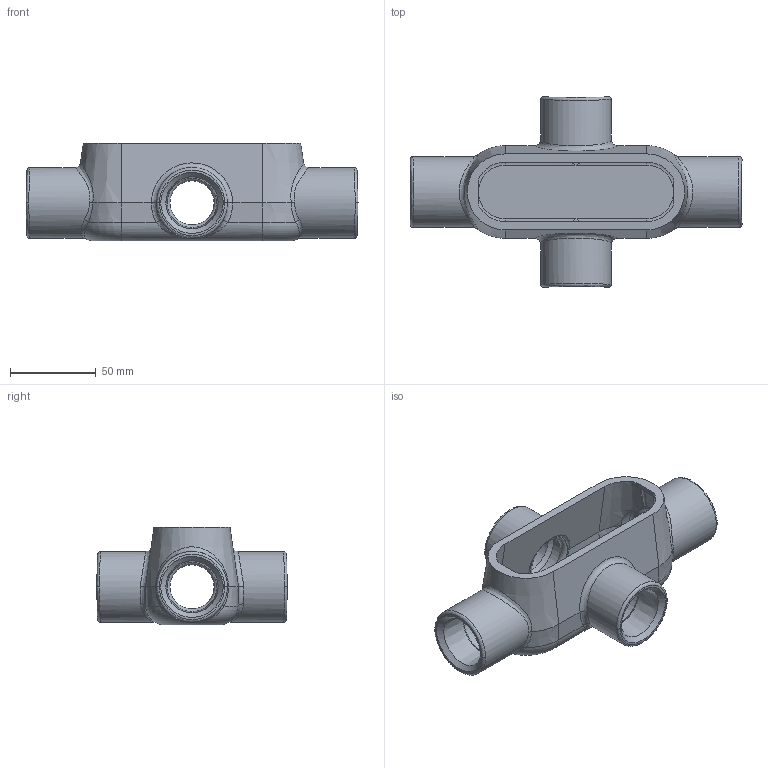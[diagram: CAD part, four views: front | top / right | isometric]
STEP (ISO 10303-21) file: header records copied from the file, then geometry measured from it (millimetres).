
FILE_DESCRIPTION(/* description */ (''),/* implementation_level */ '2;1');
FILE_NAME(/* name */ 'KIL_X37.stp',/* time_stamp */ '2019-02-21T15:56:22+05:00',/* author */ ('avenkatesan'),/* organization */ (''),/* preprocessor_version */ 'ST-DEVELOPER v17',/* originating_system */ 'Autodesk Inventor 2018',/* authorisation */ '');
FILE_SCHEMA (('AUTOMOTIVE_DESIGN { 1 0 10303 214 3 1 1 }'));
Length unit declared in the file: inch
Products named in the file (1): 17676
Bounding box: 193.94 x 111.39 x 57.15 mm (x, y, z)
Volume: 161609.2 mm3; surface area: 69874.1 mm2
Topology: 1 solids, 1 shells, 146 faces, 402 edges, 260 vertices
Faces by surface type: plane 46, cylinder 28, bspline 28, cone 26, torus 18
Full cylindrical faces by diameter (mm): 33.553 x4, 41.275 x4
Entity records: 9532 total; most frequent: CARTESIAN_POINT 5831, ORIENTED_EDGE 804, DIRECTION 750, EDGE_CURVE 402, AXIS2_PLACEMENT_3D 319, VERTEX_POINT 260, EDGE_LOOP 156, FACE_OUTER_BOUND 146
